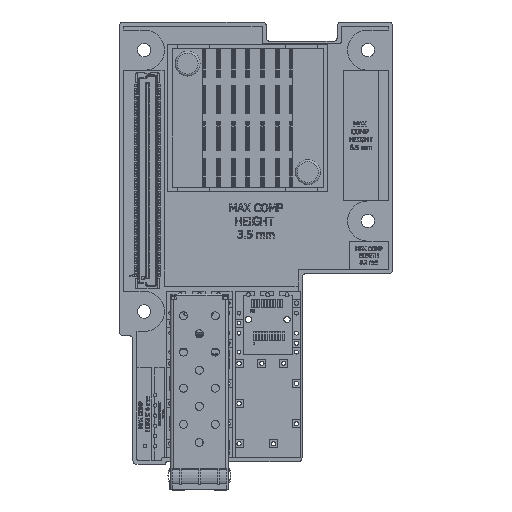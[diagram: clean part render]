
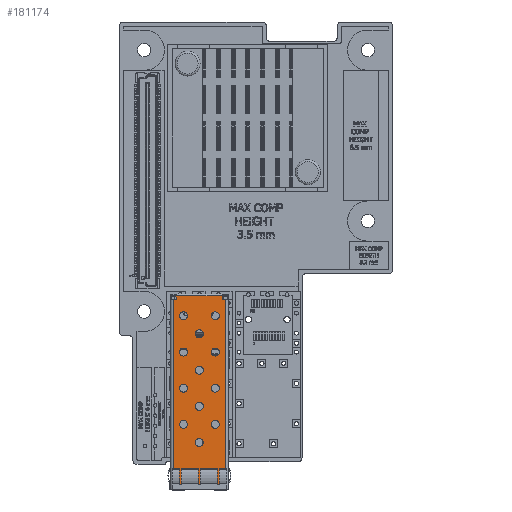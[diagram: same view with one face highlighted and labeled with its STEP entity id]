
A CAD part, top view. The second image highlights one B-rep face of the part: STEP entity #181174.
In plain terms, the highlighted face is planar.
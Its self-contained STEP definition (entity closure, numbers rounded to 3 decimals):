
#7340=FACE_BOUND('',#21519,.T.);
#7341=FACE_BOUND('',#21520,.T.);
#7342=FACE_BOUND('',#21521,.T.);
#7343=FACE_BOUND('',#21522,.T.);
#7344=FACE_BOUND('',#21523,.T.);
#7345=FACE_BOUND('',#21524,.T.);
#7346=FACE_BOUND('',#21525,.T.);
#7347=FACE_BOUND('',#21526,.T.);
#7348=FACE_BOUND('',#21527,.T.);
#7349=FACE_BOUND('',#21528,.T.);
#7350=FACE_BOUND('',#21529,.T.);
#7351=FACE_BOUND('',#21530,.T.);
#13028=FACE_OUTER_BOUND('',#21518,.T.);
#21518=EDGE_LOOP('',(#144972,#144973,#144974,#144975,#144976,#144977,#144978,
#144979,#144980,#144981));
#21519=EDGE_LOOP('',(#144982));
#21520=EDGE_LOOP('',(#144983));
#21521=EDGE_LOOP('',(#144984));
#21522=EDGE_LOOP('',(#144985));
#21523=EDGE_LOOP('',(#144986));
#21524=EDGE_LOOP('',(#144987));
#21525=EDGE_LOOP('',(#144988));
#21526=EDGE_LOOP('',(#144989));
#21527=EDGE_LOOP('',(#144990));
#21528=EDGE_LOOP('',(#144991));
#21529=EDGE_LOOP('',(#144992));
#21530=EDGE_LOOP('',(#144993));
#33871=LINE('',#267679,#57508);
#33883=LINE('',#267734,#57520);
#33886=LINE('',#267742,#57523);
#33887=LINE('',#267744,#57524);
#33888=LINE('',#267745,#57525);
#33889=LINE('',#267747,#57526);
#33890=LINE('',#267751,#57527);
#33891=LINE('',#267752,#57528);
#57508=VECTOR('',#209137,47.325);
#57520=VECTOR('',#209189,0.7);
#57523=VECTOR('',#209198,0.5);
#57524=VECTOR('',#209199,47.325);
#57525=VECTOR('',#209200,13.);
#57526=VECTOR('',#209201,0.5);
#57527=VECTOR('',#209204,0.7);
#57528=VECTOR('',#209205,11.4);
#73557=CIRCLE('',#188740,0.3);
#73558=CIRCLE('',#188742,0.3);
#73559=CIRCLE('',#188743,1.);
#73560=CIRCLE('',#188744,1.);
#73561=CIRCLE('',#188745,1.);
#73562=CIRCLE('',#188746,1.);
#73563=CIRCLE('',#188747,1.);
#73564=CIRCLE('',#188748,1.);
#73565=CIRCLE('',#188749,1.);
#73566=CIRCLE('',#188750,1.);
#73567=CIRCLE('',#188751,1.);
#73568=CIRCLE('',#188752,1.);
#73569=CIRCLE('',#188753,1.);
#73570=CIRCLE('',#188754,1.);
#81802=VERTEX_POINT('',#267672);
#81804=VERTEX_POINT('',#267678);
#81826=VERTEX_POINT('',#267731);
#81827=VERTEX_POINT('',#267733);
#81828=VERTEX_POINT('',#267737);
#81829=VERTEX_POINT('',#267741);
#81830=VERTEX_POINT('',#267743);
#81831=VERTEX_POINT('',#267746);
#81832=VERTEX_POINT('',#267748);
#81833=VERTEX_POINT('',#267750);
#81834=VERTEX_POINT('',#267753);
#81835=VERTEX_POINT('',#267755);
#81836=VERTEX_POINT('',#267757);
#81837=VERTEX_POINT('',#267759);
#81838=VERTEX_POINT('',#267761);
#81839=VERTEX_POINT('',#267763);
#81840=VERTEX_POINT('',#267765);
#81841=VERTEX_POINT('',#267767);
#81842=VERTEX_POINT('',#267769);
#81843=VERTEX_POINT('',#267771);
#81844=VERTEX_POINT('',#267773);
#81845=VERTEX_POINT('',#267775);
#107451=EDGE_CURVE('',#81804,#81802,#33871,.T.);
#107479=EDGE_CURVE('',#81827,#81826,#33883,.T.);
#107482=EDGE_CURVE('',#81826,#81828,#73557,.T.);
#107483=EDGE_CURVE('',#81829,#81828,#33886,.T.);
#107484=EDGE_CURVE('',#81830,#81829,#33887,.T.);
#107485=EDGE_CURVE('',#81830,#81804,#33888,.T.);
#107486=EDGE_CURVE('',#81802,#81831,#33889,.T.);
#107487=EDGE_CURVE('',#81831,#81832,#73558,.T.);
#107488=EDGE_CURVE('',#81833,#81832,#33890,.T.);
#107489=EDGE_CURVE('',#81833,#81827,#33891,.T.);
#107490=EDGE_CURVE('',#81834,#81834,#73559,.T.);
#107491=EDGE_CURVE('',#81835,#81835,#73560,.T.);
#107492=EDGE_CURVE('',#81836,#81836,#73561,.T.);
#107493=EDGE_CURVE('',#81837,#81837,#73562,.T.);
#107494=EDGE_CURVE('',#81838,#81838,#73563,.T.);
#107495=EDGE_CURVE('',#81839,#81839,#73564,.T.);
#107496=EDGE_CURVE('',#81840,#81840,#73565,.T.);
#107497=EDGE_CURVE('',#81841,#81841,#73566,.T.);
#107498=EDGE_CURVE('',#81842,#81842,#73567,.T.);
#107499=EDGE_CURVE('',#81843,#81843,#73568,.T.);
#107500=EDGE_CURVE('',#81844,#81844,#73569,.T.);
#107501=EDGE_CURVE('',#81845,#81845,#73570,.T.);
#144972=ORIENTED_EDGE('',*,*,#107483,.F.);
#144973=ORIENTED_EDGE('',*,*,#107484,.F.);
#144974=ORIENTED_EDGE('',*,*,#107485,.T.);
#144975=ORIENTED_EDGE('',*,*,#107451,.T.);
#144976=ORIENTED_EDGE('',*,*,#107486,.T.);
#144977=ORIENTED_EDGE('',*,*,#107487,.T.);
#144978=ORIENTED_EDGE('',*,*,#107488,.F.);
#144979=ORIENTED_EDGE('',*,*,#107489,.T.);
#144980=ORIENTED_EDGE('',*,*,#107479,.T.);
#144981=ORIENTED_EDGE('',*,*,#107482,.T.);
#144982=ORIENTED_EDGE('',*,*,#107490,.F.);
#144983=ORIENTED_EDGE('',*,*,#107491,.F.);
#144984=ORIENTED_EDGE('',*,*,#107492,.F.);
#144985=ORIENTED_EDGE('',*,*,#107493,.F.);
#144986=ORIENTED_EDGE('',*,*,#107494,.F.);
#144987=ORIENTED_EDGE('',*,*,#107495,.F.);
#144988=ORIENTED_EDGE('',*,*,#107496,.F.);
#144989=ORIENTED_EDGE('',*,*,#107497,.F.);
#144990=ORIENTED_EDGE('',*,*,#107498,.F.);
#144991=ORIENTED_EDGE('',*,*,#107499,.F.);
#144992=ORIENTED_EDGE('',*,*,#107500,.F.);
#144993=ORIENTED_EDGE('',*,*,#107501,.F.);
#169663=PLANE('',#188741);
#181174=ADVANCED_FACE('',(#13028,#7340,#7341,#7342,#7343,#7344,#7345,#7346,
#7347,#7348,#7349,#7350,#7351),#169663,.F.);
#188740=AXIS2_PLACEMENT_3D('',#267739,#209194,#209195);
#188741=AXIS2_PLACEMENT_3D('',#267740,#209196,#209197);
#188742=AXIS2_PLACEMENT_3D('',#267749,#209202,#209203);
#188743=AXIS2_PLACEMENT_3D('',#267754,#209206,#209207);
#188744=AXIS2_PLACEMENT_3D('',#267756,#209208,#209209);
#188745=AXIS2_PLACEMENT_3D('',#267758,#209210,#209211);
#188746=AXIS2_PLACEMENT_3D('',#267760,#209212,#209213);
#188747=AXIS2_PLACEMENT_3D('',#267762,#209214,#209215);
#188748=AXIS2_PLACEMENT_3D('',#267764,#209216,#209217);
#188749=AXIS2_PLACEMENT_3D('',#267766,#209218,#209219);
#188750=AXIS2_PLACEMENT_3D('',#267768,#209220,#209221);
#188751=AXIS2_PLACEMENT_3D('',#267770,#209222,#209223);
#188752=AXIS2_PLACEMENT_3D('',#267772,#209224,#209225);
#188753=AXIS2_PLACEMENT_3D('',#267774,#209226,#209227);
#188754=AXIS2_PLACEMENT_3D('',#267776,#209228,#209229);
#209137=DIRECTION('',(0.,0.,-1.));
#209189=DIRECTION('',(0.,0.,1.));
#209194=DIRECTION('center_axis',(0.,-1.,0.));
#209195=DIRECTION('ref_axis',(1.,0.,0.));
#209196=DIRECTION('center_axis',(0.,-1.,0.));
#209197=DIRECTION('ref_axis',(0.,0.,-1.));
#209198=DIRECTION('',(1.,0.,0.));
#209199=DIRECTION('',(0.,0.,-1.));
#209200=DIRECTION('',(1.,0.,0.));
#209201=DIRECTION('',(-1.,0.,0.));
#209202=DIRECTION('center_axis',(0.,-1.,0.));
#209203=DIRECTION('ref_axis',(0.,0.,1.));
#209204=DIRECTION('',(0.,0.,1.));
#209205=DIRECTION('',(-1.,0.,0.));
#209206=DIRECTION('center_axis',(0.,1.,0.));
#209207=DIRECTION('ref_axis',(-1.,0.,0.));
#209208=DIRECTION('center_axis',(0.,1.,0.));
#209209=DIRECTION('ref_axis',(-1.,0.,0.));
#209210=DIRECTION('center_axis',(0.,1.,0.));
#209211=DIRECTION('ref_axis',(-1.,0.,0.));
#209212=DIRECTION('center_axis',(0.,1.,0.));
#209213=DIRECTION('ref_axis',(-1.,0.,0.));
#209214=DIRECTION('center_axis',(0.,1.,0.));
#209215=DIRECTION('ref_axis',(-1.,0.,0.));
#209216=DIRECTION('center_axis',(0.,1.,0.));
#209217=DIRECTION('ref_axis',(-1.,0.,0.));
#209218=DIRECTION('center_axis',(0.,1.,0.));
#209219=DIRECTION('ref_axis',(-1.,0.,0.));
#209220=DIRECTION('center_axis',(0.,1.,0.));
#209221=DIRECTION('ref_axis',(-1.,0.,0.));
#209222=DIRECTION('center_axis',(0.,1.,0.));
#209223=DIRECTION('ref_axis',(-1.,0.,0.));
#209224=DIRECTION('center_axis',(0.,1.,0.));
#209225=DIRECTION('ref_axis',(-1.,0.,0.));
#209226=DIRECTION('center_axis',(0.,1.,0.));
#209227=DIRECTION('ref_axis',(-1.,0.,0.));
#209228=DIRECTION('center_axis',(0.,1.,0.));
#209229=DIRECTION('ref_axis',(-1.,0.,0.));
#267672=CARTESIAN_POINT('',(6.5,9.2,-47.325));
#267678=CARTESIAN_POINT('',(6.5,9.2,0.));
#267679=CARTESIAN_POINT('',(6.5,9.2,0.));
#267731=CARTESIAN_POINT('',(-5.7,9.2,-47.625));
#267733=CARTESIAN_POINT('',(-5.7,9.2,-48.325));
#267734=CARTESIAN_POINT('',(-5.7,9.2,-48.325));
#267737=CARTESIAN_POINT('',(-6.,9.2,-47.325));
#267739=CARTESIAN_POINT('Origin',(-6.,9.2,-47.625));
#267740=CARTESIAN_POINT('Origin',(-6.5,9.2,0.));
#267741=CARTESIAN_POINT('',(-6.5,9.2,-47.325));
#267742=CARTESIAN_POINT('',(-6.5,9.2,-47.325));
#267743=CARTESIAN_POINT('',(-6.5,9.2,0.));
#267744=CARTESIAN_POINT('',(-6.5,9.2,0.));
#267745=CARTESIAN_POINT('',(-6.5,9.2,0.));
#267746=CARTESIAN_POINT('',(6.,9.2,-47.325));
#267747=CARTESIAN_POINT('',(6.5,9.2,-47.325));
#267748=CARTESIAN_POINT('',(5.7,9.2,-47.625));
#267749=CARTESIAN_POINT('Origin',(6.,9.2,-47.625));
#267750=CARTESIAN_POINT('',(5.7,9.2,-48.325));
#267751=CARTESIAN_POINT('',(5.7,9.2,-48.325));
#267752=CARTESIAN_POINT('',(5.7,9.2,-48.325));
#267753=CARTESIAN_POINT('',(-1.,9.2,-11.8));
#267754=CARTESIAN_POINT('Origin',(0.,9.2,-11.8));
#267755=CARTESIAN_POINT('',(-1.,9.2,-20.8));
#267756=CARTESIAN_POINT('Origin',(0.,9.2,-20.8));
#267757=CARTESIAN_POINT('',(-1.,9.2,-29.8));
#267758=CARTESIAN_POINT('Origin',(0.,9.2,-29.8));
#267759=CARTESIAN_POINT('',(-1.,9.2,-38.8));
#267760=CARTESIAN_POINT('Origin',(0.,9.2,-38.8));
#267761=CARTESIAN_POINT('',(-4.95,9.2,-16.3));
#267762=CARTESIAN_POINT('Origin',(-3.95,9.2,-16.3));
#267763=CARTESIAN_POINT('',(2.95,9.2,-16.3));
#267764=CARTESIAN_POINT('Origin',(3.95,9.2,-16.3));
#267765=CARTESIAN_POINT('',(-4.95,9.2,-25.3));
#267766=CARTESIAN_POINT('Origin',(-3.95,9.2,-25.3));
#267767=CARTESIAN_POINT('',(-4.95,9.2,-34.3));
#267768=CARTESIAN_POINT('Origin',(-3.95,9.2,-34.3));
#267769=CARTESIAN_POINT('',(-4.95,9.2,-43.3));
#267770=CARTESIAN_POINT('Origin',(-3.95,9.2,-43.3));
#267771=CARTESIAN_POINT('',(2.95,9.2,-25.3));
#267772=CARTESIAN_POINT('Origin',(3.95,9.2,-25.3));
#267773=CARTESIAN_POINT('',(2.95,9.2,-34.3));
#267774=CARTESIAN_POINT('Origin',(3.95,9.2,-34.3));
#267775=CARTESIAN_POINT('',(2.95,9.2,-43.3));
#267776=CARTESIAN_POINT('Origin',(3.95,9.2,-43.3));
